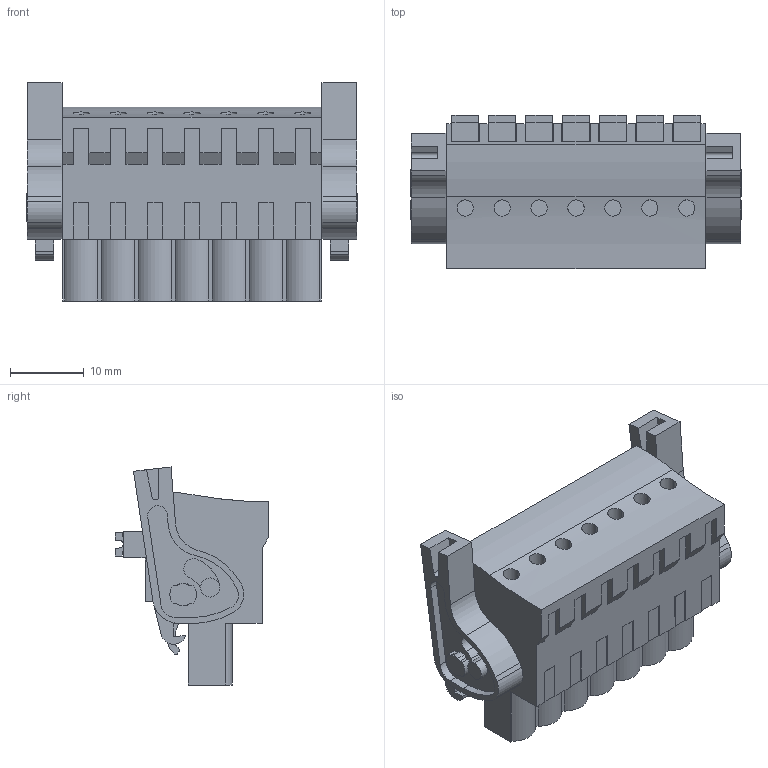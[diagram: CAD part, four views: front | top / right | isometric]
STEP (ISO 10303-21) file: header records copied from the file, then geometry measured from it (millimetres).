
FILE_DESCRIPTION(('CATIA V5 STEP Exchange','CAx-IF Rec.Pracs.--- Model Styling and Organization---1.2---2011-12-15'),'2;1');
FILE_NAME ('D1461124_0_1980920000_1980920000.stp','2017-09-23T15:54:26+00:00',('none'),('Weidmueller'),'CATIA Version 5-6 Release 2014','CATIA V5 STEP AP214','none');
FILE_SCHEMA(('AUTOMOTIVE_DESIGN { 1 0 10303 214 1 1 1 1 }'));
Length unit declared in the file: millimetre
Products named in the file (1): 1980920000
Bounding box: 44.7 x 20.79 x 29.52 mm (x, y, z)
Volume: 11706.8 mm3; surface area: 6823.4 mm2
Topology: 10 solids, 10 shells, 615 faces, 1723 edges, 1166 vertices
Faces by surface type: plane 443, cylinder 164, extrusion 8
Entity records: 18444 total; most frequent: CARTESIAN_POINT 3585, ORIENTED_EDGE 3446, DIRECTION 2393, EDGE_CURVE 1723, VECTOR 1357, LINE 1349, VERTEX_POINT 1166, AXIS2_PLACEMENT_3D 679
